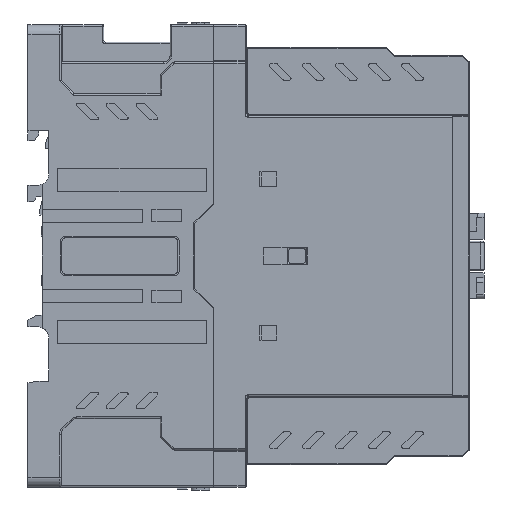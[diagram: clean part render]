
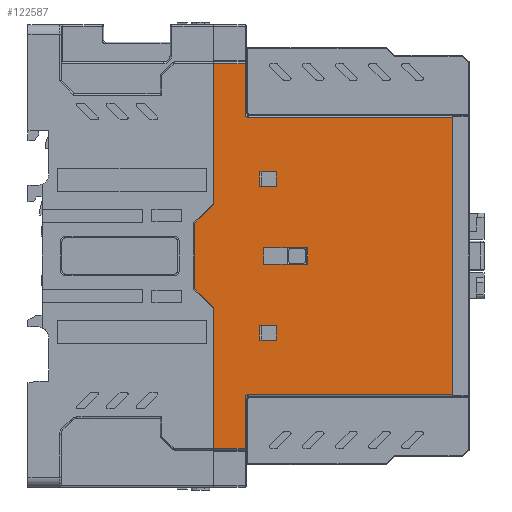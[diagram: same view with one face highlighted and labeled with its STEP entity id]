
A CAD part, front view. The second image highlights one B-rep face of the part: STEP entity #122587.
In plain terms, the highlighted planar face has unit normal (0, -1, 0).
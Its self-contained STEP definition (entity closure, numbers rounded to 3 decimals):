
#98447=DIRECTION('',(0.,0.,-1.));
#98448=VECTOR('',#98447,5.);
#98449=CARTESIAN_POINT('',(71.3,-35.,2.5));
#98450=LINE('',#98449,#98448);
#98451=DIRECTION('',(1.,0.,0.));
#98452=VECTOR('',#98451,13.3);
#98453=CARTESIAN_POINT('',(71.3,-35.,-2.5));
#98454=LINE('',#98453,#98452);
#98455=DIRECTION('',(0.,0.,1.));
#98456=VECTOR('',#98455,5.);
#98457=CARTESIAN_POINT('',(84.6,-35.,-2.5));
#98458=LINE('',#98457,#98456);
#98459=DIRECTION('',(-1.,0.,0.));
#98460=VECTOR('',#98459,13.3);
#98461=CARTESIAN_POINT('',(84.6,-35.,2.5));
#98462=LINE('',#98461,#98460);
#98463=DIRECTION('',(0.,0.,-1.));
#98464=VECTOR('',#98463,15.2);
#98465=CARTESIAN_POINT('',(65.7,-35.,-43.));
#98466=LINE('',#98465,#98464);
#98467=DIRECTION('',(-1.,0.,0.));
#98468=VECTOR('',#98467,9.5);
#98469=CARTESIAN_POINT('',(65.7,-35.,-58.2));
#98470=LINE('',#98469,#98468);
#98471=DIRECTION('',(-0.707,0.,0.707));
#98472=VECTOR('',#98471,8.061);
#98473=CARTESIAN_POINT('',(56.2,-35.,-15.65));
#98474=LINE('',#98473,#98472);
#98475=DIRECTION('',(0.,0.,1.));
#98476=VECTOR('',#98475,19.9);
#98477=CARTESIAN_POINT('',(50.5,-35.,-9.95));
#98478=LINE('',#98477,#98476);
#98479=DIRECTION('',(0.707,0.,0.707));
#98480=VECTOR('',#98479,8.061);
#98481=CARTESIAN_POINT('',(50.5,-35.,9.95));
#98482=LINE('',#98481,#98480);
#98483=DIRECTION('',(-1.,0.,0.));
#98484=VECTOR('',#98483,9.5);
#98485=CARTESIAN_POINT('',(65.7,-35.,58.2));
#98486=LINE('',#98485,#98484);
#98487=DIRECTION('',(0.,0.,-1.));
#98488=VECTOR('',#98487,15.2);
#98489=CARTESIAN_POINT('',(65.7,-35.,58.2));
#98490=LINE('',#98489,#98488);
#98491=DIRECTION('',(0.,0.,-1.));
#98492=VECTOR('',#98491,84.);
#98493=CARTESIAN_POINT('',(128.5,-35.,42.));
#98494=LINE('',#98493,#98492);
#98495=DIRECTION('',(0.,0.,1.));
#98496=VECTOR('',#98495,4.5);
#98497=CARTESIAN_POINT('',(70.2,-35.,21.));
#98498=LINE('',#98497,#98496);
#98499=DIRECTION('',(0.,0.,1.));
#98500=VECTOR('',#98499,4.5);
#98501=CARTESIAN_POINT('',(75.2,-35.,21.));
#98502=LINE('',#98501,#98500);
#98503=DIRECTION('',(0.,0.,1.));
#98504=VECTOR('',#98503,4.5);
#98505=CARTESIAN_POINT('',(70.2,-35.,-25.5));
#98506=LINE('',#98505,#98504);
#98507=DIRECTION('',(0.,0.,1.));
#98508=VECTOR('',#98507,4.5);
#98509=CARTESIAN_POINT('',(75.2,-35.,-25.5));
#98510=LINE('',#98509,#98508);
#102908=DIRECTION('',(0.,0.,-1.));
#102909=VECTOR('',#102908,42.55);
#102910=CARTESIAN_POINT('',(56.2,-35.,-15.65));
#102911=LINE('',#102910,#102909);
#103132=DIRECTION('',(0.,0.,-1.));
#103133=VECTOR('',#103132,42.55);
#103134=CARTESIAN_POINT('',(56.2,-35.,58.2));
#103135=LINE('',#103134,#103133);
#103603=CARTESIAN_POINT('',(66.7,-35.,43.));
#103604=DIRECTION('',(0.,1.,0.));
#103605=DIRECTION('',(0.,0.,-1.));
#103606=AXIS2_PLACEMENT_3D('',#103603,#103604,#103605);
#103618=DIRECTION('',(-1.,0.,0.));
#103619=VECTOR('',#103618,61.8);
#103620=CARTESIAN_POINT('',(128.5,-35.,42.));
#103621=LINE('',#103620,#103619);
#109780=CARTESIAN_POINT('',(66.7,-35.,-43.));
#109781=DIRECTION('',(0.,1.,0.));
#109782=DIRECTION('',(-1.,0.,0.));
#109783=AXIS2_PLACEMENT_3D('',#109780,#109781,#109782);
#109795=DIRECTION('',(1.,0.,0.));
#109796=VECTOR('',#109795,61.8);
#109797=CARTESIAN_POINT('',(66.7,-35.,-42.));
#109798=LINE('',#109797,#109796);
#116895=DIRECTION('',(1.,0.,0.));
#116896=VECTOR('',#116895,5.);
#116897=CARTESIAN_POINT('',(70.2,-35.,25.5));
#116898=LINE('',#116897,#116896);
#116919=DIRECTION('',(-1.,0.,0.));
#116920=VECTOR('',#116919,5.);
#116921=CARTESIAN_POINT('',(75.2,-35.,21.));
#116922=LINE('',#116921,#116920);
#116931=DIRECTION('',(1.,0.,0.));
#116932=VECTOR('',#116931,5.);
#116933=CARTESIAN_POINT('',(70.2,-35.,-21.));
#116934=LINE('',#116933,#116932);
#116955=DIRECTION('',(-1.,0.,0.));
#116956=VECTOR('',#116955,5.);
#116957=CARTESIAN_POINT('',(75.2,-35.,-25.5));
#116958=LINE('',#116957,#116956);
#117727=CARTESIAN_POINT('',(75.2,-35.,21.));
#117728=CARTESIAN_POINT('',(75.2,-35.,25.5));
#117729=VERTEX_POINT('',#117727);
#117730=VERTEX_POINT('',#117728);
#117731=CARTESIAN_POINT('',(75.2,-35.,-25.5));
#117732=CARTESIAN_POINT('',(75.2,-35.,-21.));
#117733=VERTEX_POINT('',#117731);
#117734=VERTEX_POINT('',#117732);
#117751=CARTESIAN_POINT('',(71.3,-35.,2.5));
#117752=CARTESIAN_POINT('',(71.3,-35.,-2.5));
#117753=VERTEX_POINT('',#117751);
#117754=VERTEX_POINT('',#117752);
#117755=CARTESIAN_POINT('',(84.6,-35.,-2.5));
#117756=VERTEX_POINT('',#117755);
#117757=CARTESIAN_POINT('',(84.6,-35.,2.5));
#117758=VERTEX_POINT('',#117757);
#118887=CARTESIAN_POINT('',(65.7,-35.,58.2));
#118888=CARTESIAN_POINT('',(56.2,-35.,58.2));
#118889=VERTEX_POINT('',#118887);
#118890=VERTEX_POINT('',#118888);
#119395=CARTESIAN_POINT('',(56.2,-35.,-15.65));
#119397=VERTEX_POINT('',#119395);
#119399=CARTESIAN_POINT('',(56.2,-35.,15.65));
#119401=VERTEX_POINT('',#119399);
#119612=CARTESIAN_POINT('',(56.2,-35.,-58.2));
#119613=VERTEX_POINT('',#119612);
#119614=CARTESIAN_POINT('',(65.7,-35.,-58.2));
#119615=VERTEX_POINT('',#119614);
#119626=CARTESIAN_POINT('',(50.5,-35.,-9.95));
#119627=CARTESIAN_POINT('',(50.5,-35.,9.95));
#119628=VERTEX_POINT('',#119626);
#119629=VERTEX_POINT('',#119627);
#120048=CARTESIAN_POINT('',(66.7,-35.,42.));
#120049=VERTEX_POINT('',#120048);
#120050=CARTESIAN_POINT('',(65.7,-35.,43.));
#120051=VERTEX_POINT('',#120050);
#120072=CARTESIAN_POINT('',(65.7,-35.,-43.));
#120073=VERTEX_POINT('',#120072);
#120074=CARTESIAN_POINT('',(66.7,-35.,-42.));
#120075=VERTEX_POINT('',#120074);
#121251=CARTESIAN_POINT('',(128.5,-35.,42.));
#121253=VERTEX_POINT('',#121251);
#121254=CARTESIAN_POINT('',(128.5,-35.,-42.));
#121256=VERTEX_POINT('',#121254);
#122114=CARTESIAN_POINT('',(70.2,-35.,21.));
#122115=CARTESIAN_POINT('',(70.2,-35.,25.5));
#122116=VERTEX_POINT('',#122114);
#122117=VERTEX_POINT('',#122115);
#122122=CARTESIAN_POINT('',(70.2,-35.,-25.5));
#122123=CARTESIAN_POINT('',(70.2,-35.,-21.));
#122124=VERTEX_POINT('',#122122);
#122125=VERTEX_POINT('',#122123);
#122522=CARTESIAN_POINT('',(55.45,-35.,60.));
#122523=DIRECTION('',(0.,-1.,0.));
#122524=DIRECTION('',(0.,0.,-1.));
#122525=AXIS2_PLACEMENT_3D('',#122522,#122523,#122524);
#122526=PLANE('',#122525);
#122528=ORIENTED_EDGE('',*,*,#122527,.F.);
#122530=ORIENTED_EDGE('',*,*,#122529,.F.);
#122532=ORIENTED_EDGE('',*,*,#122531,.T.);
#122534=ORIENTED_EDGE('',*,*,#122533,.T.);
#122536=ORIENTED_EDGE('',*,*,#122535,.F.);
#122538=ORIENTED_EDGE('',*,*,#122537,.T.);
#122540=ORIENTED_EDGE('',*,*,#122539,.T.);
#122542=ORIENTED_EDGE('',*,*,#122541,.T.);
#122544=ORIENTED_EDGE('',*,*,#122543,.F.);
#122546=ORIENTED_EDGE('',*,*,#122545,.F.);
#122548=ORIENTED_EDGE('',*,*,#122547,.T.);
#122550=ORIENTED_EDGE('',*,*,#122549,.F.);
#122552=ORIENTED_EDGE('',*,*,#122551,.F.);
#122554=ORIENTED_EDGE('',*,*,#122553,.T.);
#122555=EDGE_LOOP('',(#122528,#122530,#122532,#122534,#122536,#122538,#122540,
#122542,#122544,#122546,#122548,#122550,#122552,#122554));
#122556=FACE_OUTER_BOUND('',#122555,.F.);
#122558=ORIENTED_EDGE('',*,*,#122557,.T.);
#122560=ORIENTED_EDGE('',*,*,#122559,.T.);
#122562=ORIENTED_EDGE('',*,*,#122561,.T.);
#122564=ORIENTED_EDGE('',*,*,#122563,.T.);
#122565=EDGE_LOOP('',(#122558,#122560,#122562,#122564));
#122566=FACE_BOUND('',#122565,.F.);
#122568=ORIENTED_EDGE('',*,*,#122567,.F.);
#122570=ORIENTED_EDGE('',*,*,#122569,.F.);
#122572=ORIENTED_EDGE('',*,*,#122571,.T.);
#122574=ORIENTED_EDGE('',*,*,#122573,.F.);
#122575=EDGE_LOOP('',(#122568,#122570,#122572,#122574));
#122576=FACE_BOUND('',#122575,.F.);
#122578=ORIENTED_EDGE('',*,*,#122577,.F.);
#122580=ORIENTED_EDGE('',*,*,#122579,.F.);
#122582=ORIENTED_EDGE('',*,*,#122581,.T.);
#122584=ORIENTED_EDGE('',*,*,#122583,.F.);
#122585=EDGE_LOOP('',(#122578,#122580,#122582,#122584));
#122586=FACE_BOUND('',#122585,.F.);
#103607=CIRCLE('',#103606,1.);
#109784=CIRCLE('',#109783,1.);
#122527=EDGE_CURVE('',#120075,#121256,#109798,.T.);
#122529=EDGE_CURVE('',#120073,#120075,#109784,.T.);
#122531=EDGE_CURVE('',#120073,#119615,#98466,.T.);
#122533=EDGE_CURVE('',#119615,#119613,#98470,.T.);
#122535=EDGE_CURVE('',#119397,#119613,#102911,.T.);
#122537=EDGE_CURVE('',#119397,#119628,#98474,.T.);
#122539=EDGE_CURVE('',#119628,#119629,#98478,.T.);
#122541=EDGE_CURVE('',#119629,#119401,#98482,.T.);
#122543=EDGE_CURVE('',#118890,#119401,#103135,.T.);
#122545=EDGE_CURVE('',#118889,#118890,#98486,.T.);
#122547=EDGE_CURVE('',#118889,#120051,#98490,.T.);
#122549=EDGE_CURVE('',#120049,#120051,#103607,.T.);
#122551=EDGE_CURVE('',#121253,#120049,#103621,.T.);
#122553=EDGE_CURVE('',#121253,#121256,#98494,.T.);
#122557=EDGE_CURVE('',#117753,#117754,#98450,.T.);
#122559=EDGE_CURVE('',#117754,#117756,#98454,.T.);
#122561=EDGE_CURVE('',#117756,#117758,#98458,.T.);
#122563=EDGE_CURVE('',#117758,#117753,#98462,.T.);
#122567=EDGE_CURVE('',#122116,#122117,#98498,.T.);
#122569=EDGE_CURVE('',#117729,#122116,#116922,.T.);
#122571=EDGE_CURVE('',#117729,#117730,#98502,.T.);
#122573=EDGE_CURVE('',#122117,#117730,#116898,.T.);
#122577=EDGE_CURVE('',#122124,#122125,#98506,.T.);
#122579=EDGE_CURVE('',#117733,#122124,#116958,.T.);
#122581=EDGE_CURVE('',#117733,#117734,#98510,.T.);
#122583=EDGE_CURVE('',#122125,#117734,#116934,.T.);
#122587=ADVANCED_FACE('',(#122556,#122566,#122576,#122586),#122526,.T.);
